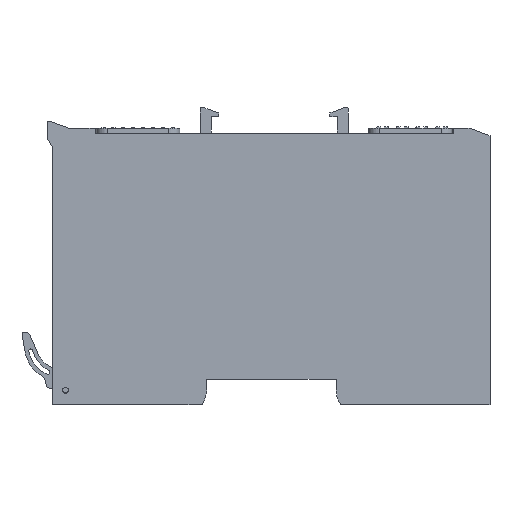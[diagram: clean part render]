
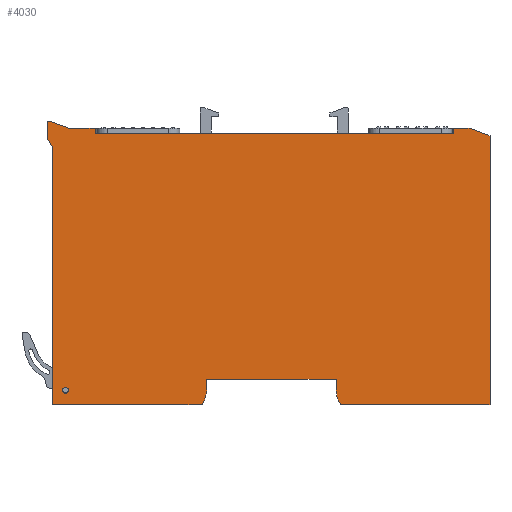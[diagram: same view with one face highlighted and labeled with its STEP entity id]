
A CAD part, left-side view. The second image highlights one B-rep face of the part: STEP entity #4030.
In plain terms, the highlighted planar face has unit normal (-1, 0, 0).
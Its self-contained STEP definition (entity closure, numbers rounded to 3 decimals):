
#771=AXIS2_PLACEMENT_3D('Circle Axis2P3D',#769,#770,$) ;
#821=AXIS2_PLACEMENT_3D('Circle Axis2P3D',#819,#820,$) ;
#989=AXIS2_PLACEMENT_3D('Circle Axis2P3D',#987,#988,$) ;
#1082=AXIS2_PLACEMENT_3D('Circle Axis2P3D',#1080,#1081,$) ;
#2086=AXIS2_PLACEMENT_3D('Circle Axis2P3D',#2084,#2085,$) ;
#2127=AXIS2_PLACEMENT_3D('Circle Axis2P3D',#2125,#2126,$) ;
#4001=AXIS2_PLACEMENT_3D('Plane Axis2P3D',#3998,#3999,#4000) ;
#66=CARTESIAN_POINT('Vertex',(0.,0.,73.566)) ;
#69=CARTESIAN_POINT('Line Origine',(0.,0.,36.783)) ;
#73=CARTESIAN_POINT('Vertex',(0.,0.,0.)) ;
#606=CARTESIAN_POINT('Line Origine',(0.,20.405,0.)) ;
#610=CARTESIAN_POINT('Vertex',(0.,40.81,0.)) ;
#642=CARTESIAN_POINT('Vertex',(0.,5.45,75.55)) ;
#645=CARTESIAN_POINT('Line Origine',(0.,2.725,74.558)) ;
#707=CARTESIAN_POINT('Vertex',(0.,10.,75.55)) ;
#710=CARTESIAN_POINT('Line Origine',(0.,7.725,75.55)) ;
#734=CARTESIAN_POINT('Vertex',(0.,120.7,77.45)) ;
#737=CARTESIAN_POINT('Line Origine',(0.,120.415,77.45)) ;
#741=CARTESIAN_POINT('Vertex',(0.,120.13,77.45)) ;
#766=CARTESIAN_POINT('Vertex',(0.,121.,77.15)) ;
#769=CARTESIAN_POINT('Axis2P3D Location',(0.,120.7,77.15)) ;
#791=CARTESIAN_POINT('Vertex',(0.,121.,73.028)) ;
#794=CARTESIAN_POINT('Line Origine',(0.,121.,75.089)) ;
#816=CARTESIAN_POINT('Vertex',(0.,120.96,72.878)) ;
#819=CARTESIAN_POINT('Axis2P3D Location',(0.,120.7,73.028)) ;
#841=CARTESIAN_POINT('Vertex',(0.,119.5,70.35)) ;
#844=CARTESIAN_POINT('Line Origine',(0.,120.23,71.614)) ;
#866=CARTESIAN_POINT('Vertex',(0.,119.5,0.)) ;
#869=CARTESIAN_POINT('Line Origine',(0.,119.5,35.175)) ;
#925=CARTESIAN_POINT('Vertex',(0.,78.69,0.)) ;
#928=CARTESIAN_POINT('Line Origine',(0.,99.095,0.)) ;
#984=CARTESIAN_POINT('Vertex',(0.,77.45,4.13)) ;
#987=CARTESIAN_POINT('Axis2P3D Location',(0.,84.95,4.13)) ;
#1009=CARTESIAN_POINT('Vertex',(0.,77.45,7.)) ;
#1012=CARTESIAN_POINT('Line Origine',(0.,77.45,5.565)) ;
#1034=CARTESIAN_POINT('Vertex',(0.,42.05,7.)) ;
#1037=CARTESIAN_POINT('Line Origine',(0.,59.75,7.)) ;
#1059=CARTESIAN_POINT('Vertex',(0.,42.05,4.13)) ;
#1062=CARTESIAN_POINT('Line Origine',(0.,42.05,5.565)) ;
#1080=CARTESIAN_POINT('Axis2P3D Location',(0.,34.55,4.13)) ;
#1102=CARTESIAN_POINT('Vertex',(0.,10.,74.05)) ;
#1105=CARTESIAN_POINT('Line Origine',(0.,10.,74.8)) ;
#1127=CARTESIAN_POINT('Vertex',(0.,107.9,74.05)) ;
#1130=CARTESIAN_POINT('Line Origine',(0.,58.95,74.05)) ;
#1510=CARTESIAN_POINT('Line Origine',(0.,107.9,74.8)) ;
#1514=CARTESIAN_POINT('Vertex',(0.,107.9,75.55)) ;
#1539=CARTESIAN_POINT('Vertex',(0.,114.91,75.55)) ;
#1542=CARTESIAN_POINT('Line Origine',(0.,111.405,75.55)) ;
#1560=CARTESIAN_POINT('Line Origine',(0.,117.52,76.5)) ;
#2084=CARTESIAN_POINT('Axis2P3D Location',(0.,116.,4.)) ;
#2088=CARTESIAN_POINT('Vertex',(0.,116.,4.8)) ;
#2090=CARTESIAN_POINT('Vertex',(0.,116.,3.2)) ;
#2125=CARTESIAN_POINT('Axis2P3D Location',(0.,116.,4.)) ;
#3998=CARTESIAN_POINT('Axis2P3D Location',(0.,119.5,0.)) ;
#70=DIRECTION('Vector Direction',(0.,0.,1.)) ;
#607=DIRECTION('Vector Direction',(0.,-1.,0.)) ;
#646=DIRECTION('Vector Direction',(0.,0.94,0.342)) ;
#711=DIRECTION('Vector Direction',(0.,-1.,0.)) ;
#738=DIRECTION('Vector Direction',(0.,-1.,0.)) ;
#770=DIRECTION('Axis2P3D Direction',(-1.,-0.,0.)) ;
#795=DIRECTION('Vector Direction',(0.,0.,1.)) ;
#820=DIRECTION('Axis2P3D Direction',(-1.,-0.,0.)) ;
#845=DIRECTION('Vector Direction',(0.,0.5,0.866)) ;
#870=DIRECTION('Vector Direction',(0.,0.,1.)) ;
#929=DIRECTION('Vector Direction',(0.,-1.,0.)) ;
#988=DIRECTION('Axis2P3D Direction',(1.,0.,-0.)) ;
#1013=DIRECTION('Vector Direction',(0.,0.,1.)) ;
#1038=DIRECTION('Vector Direction',(0.,-1.,0.)) ;
#1063=DIRECTION('Vector Direction',(0.,0.,-1.)) ;
#1081=DIRECTION('Axis2P3D Direction',(1.,0.,0.)) ;
#1106=DIRECTION('Vector Direction',(0.,0.,-1.)) ;
#1131=DIRECTION('Vector Direction',(0.,1.,0.)) ;
#1511=DIRECTION('Vector Direction',(0.,0.,1.)) ;
#1543=DIRECTION('Vector Direction',(0.,-1.,0.)) ;
#1561=DIRECTION('Vector Direction',(0.,-0.94,-0.342)) ;
#2085=DIRECTION('Axis2P3D Direction',(1.,0.,0.)) ;
#2126=DIRECTION('Axis2P3D Direction',(1.,0.,-0.)) ;
#3999=DIRECTION('Axis2P3D Direction',(1.,0.,0.)) ;
#4000=DIRECTION('Axis2P3D XDirection',(0.,0.,-1.)) ;
#71=VECTOR('Line Direction',#70,1.) ;
#608=VECTOR('Line Direction',#607,1.) ;
#647=VECTOR('Line Direction',#646,1.) ;
#712=VECTOR('Line Direction',#711,1.) ;
#739=VECTOR('Line Direction',#738,1.) ;
#796=VECTOR('Line Direction',#795,1.) ;
#846=VECTOR('Line Direction',#845,1.) ;
#871=VECTOR('Line Direction',#870,1.) ;
#930=VECTOR('Line Direction',#929,1.) ;
#1014=VECTOR('Line Direction',#1013,1.) ;
#1039=VECTOR('Line Direction',#1038,1.) ;
#1064=VECTOR('Line Direction',#1063,1.) ;
#1107=VECTOR('Line Direction',#1106,1.) ;
#1132=VECTOR('Line Direction',#1131,1.) ;
#1512=VECTOR('Line Direction',#1511,1.) ;
#1544=VECTOR('Line Direction',#1543,1.) ;
#1562=VECTOR('Line Direction',#1561,1.) ;
#4004=ORIENTED_EDGE('',*,*,#1546,.F.) ;
#4005=ORIENTED_EDGE('',*,*,#1564,.F.) ;
#4006=ORIENTED_EDGE('',*,*,#743,.F.) ;
#4007=ORIENTED_EDGE('',*,*,#773,.F.) ;
#4008=ORIENTED_EDGE('',*,*,#798,.F.) ;
#4009=ORIENTED_EDGE('',*,*,#823,.F.) ;
#4010=ORIENTED_EDGE('',*,*,#848,.F.) ;
#4011=ORIENTED_EDGE('',*,*,#873,.F.) ;
#4012=ORIENTED_EDGE('',*,*,#932,.T.) ;
#4013=ORIENTED_EDGE('',*,*,#991,.F.) ;
#4014=ORIENTED_EDGE('',*,*,#1016,.T.) ;
#4015=ORIENTED_EDGE('',*,*,#1041,.T.) ;
#4016=ORIENTED_EDGE('',*,*,#1066,.T.) ;
#4017=ORIENTED_EDGE('',*,*,#1084,.F.) ;
#4018=ORIENTED_EDGE('',*,*,#612,.T.) ;
#4019=ORIENTED_EDGE('',*,*,#75,.T.) ;
#4020=ORIENTED_EDGE('',*,*,#649,.T.) ;
#4021=ORIENTED_EDGE('',*,*,#714,.F.) ;
#4022=ORIENTED_EDGE('',*,*,#1109,.T.) ;
#4023=ORIENTED_EDGE('',*,*,#1134,.T.) ;
#4024=ORIENTED_EDGE('',*,*,#1516,.T.) ;
#4027=ORIENTED_EDGE('',*,*,#2092,.F.) ;
#4028=ORIENTED_EDGE('',*,*,#2129,.F.) ;
#4029=FACE_BOUND('',#4026,.T.) ;
#4030=ADVANCED_FACE('V1',(#4025,#4029),#4002,.F.) ;
#772=CIRCLE('generated circle',#771,0.3) ;
#822=CIRCLE('generated circle',#821,0.3) ;
#990=CIRCLE('generated circle',#989,7.5) ;
#1083=CIRCLE('generated circle',#1082,7.5) ;
#2087=CIRCLE('generated circle',#2086,0.8) ;
#2128=CIRCLE('generated circle',#2127,0.8) ;
#75=EDGE_CURVE('',#74,#67,#72,.T.) ;
#612=EDGE_CURVE('',#611,#74,#609,.T.) ;
#649=EDGE_CURVE('',#67,#643,#648,.T.) ;
#714=EDGE_CURVE('',#708,#643,#713,.T.) ;
#743=EDGE_CURVE('',#735,#742,#740,.T.) ;
#773=EDGE_CURVE('',#767,#735,#772,.F.) ;
#798=EDGE_CURVE('',#792,#767,#797,.T.) ;
#823=EDGE_CURVE('',#817,#792,#822,.F.) ;
#848=EDGE_CURVE('',#842,#817,#847,.T.) ;
#873=EDGE_CURVE('',#867,#842,#872,.T.) ;
#932=EDGE_CURVE('',#867,#926,#931,.T.) ;
#991=EDGE_CURVE('',#985,#926,#990,.T.) ;
#1016=EDGE_CURVE('',#985,#1010,#1015,.T.) ;
#1041=EDGE_CURVE('',#1010,#1035,#1040,.T.) ;
#1066=EDGE_CURVE('',#1035,#1060,#1065,.T.) ;
#1084=EDGE_CURVE('',#611,#1060,#1083,.T.) ;
#1109=EDGE_CURVE('',#708,#1103,#1108,.T.) ;
#1134=EDGE_CURVE('',#1103,#1128,#1133,.T.) ;
#1516=EDGE_CURVE('',#1128,#1515,#1513,.T.) ;
#1546=EDGE_CURVE('',#1540,#1515,#1545,.T.) ;
#1564=EDGE_CURVE('',#742,#1540,#1563,.T.) ;
#2092=EDGE_CURVE('',#2089,#2091,#2087,.F.) ;
#2129=EDGE_CURVE('',#2091,#2089,#2128,.F.) ;
#4003=EDGE_LOOP('',(#4004,#4005,#4006,#4007,#4008,#4009,#4010,#4011,#4012,#4013,#4014,#4015,#4016,#4017,#4018,#4019,#4020,#4021,#4022,#4023,#4024)) ;
#4026=EDGE_LOOP('',(#4027,#4028)) ;
#4025=FACE_OUTER_BOUND('',#4003,.T.) ;
#72=LINE('Line',#69,#71) ;
#609=LINE('Line',#606,#608) ;
#648=LINE('Line',#645,#647) ;
#713=LINE('Line',#710,#712) ;
#740=LINE('Line',#737,#739) ;
#797=LINE('Line',#794,#796) ;
#847=LINE('Line',#844,#846) ;
#872=LINE('Line',#869,#871) ;
#931=LINE('Line',#928,#930) ;
#1015=LINE('Line',#1012,#1014) ;
#1040=LINE('Line',#1037,#1039) ;
#1065=LINE('Line',#1062,#1064) ;
#1108=LINE('Line',#1105,#1107) ;
#1133=LINE('Line',#1130,#1132) ;
#1513=LINE('Line',#1510,#1512) ;
#1545=LINE('Line',#1542,#1544) ;
#1563=LINE('Line',#1560,#1562) ;
#4002=PLANE('',#4001) ;
#67=VERTEX_POINT('',#66) ;
#74=VERTEX_POINT('',#73) ;
#611=VERTEX_POINT('',#610) ;
#643=VERTEX_POINT('',#642) ;
#708=VERTEX_POINT('',#707) ;
#735=VERTEX_POINT('',#734) ;
#742=VERTEX_POINT('',#741) ;
#767=VERTEX_POINT('',#766) ;
#792=VERTEX_POINT('',#791) ;
#817=VERTEX_POINT('',#816) ;
#842=VERTEX_POINT('',#841) ;
#867=VERTEX_POINT('',#866) ;
#926=VERTEX_POINT('',#925) ;
#985=VERTEX_POINT('',#984) ;
#1010=VERTEX_POINT('',#1009) ;
#1035=VERTEX_POINT('',#1034) ;
#1060=VERTEX_POINT('',#1059) ;
#1103=VERTEX_POINT('',#1102) ;
#1128=VERTEX_POINT('',#1127) ;
#1515=VERTEX_POINT('',#1514) ;
#1540=VERTEX_POINT('',#1539) ;
#2089=VERTEX_POINT('',#2088) ;
#2091=VERTEX_POINT('',#2090) ;
